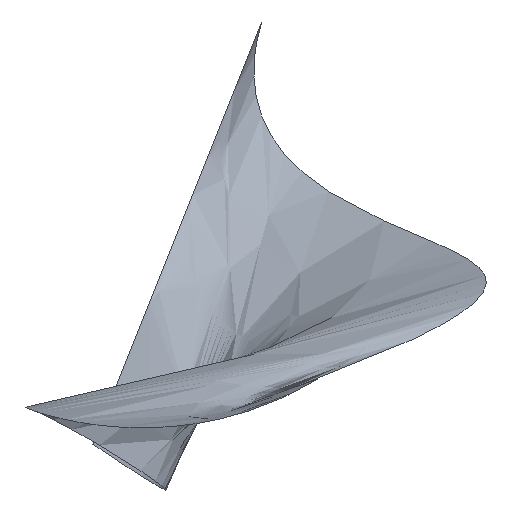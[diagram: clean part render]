
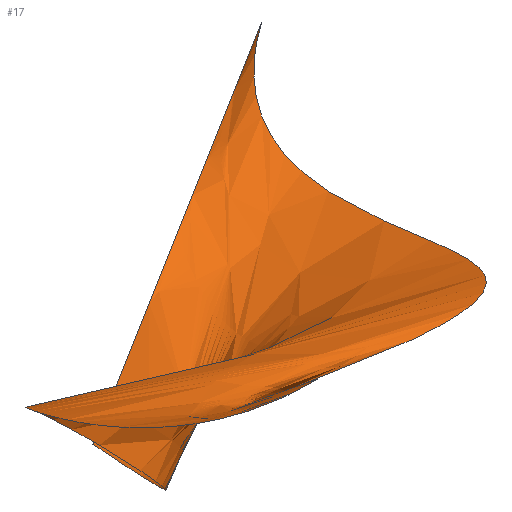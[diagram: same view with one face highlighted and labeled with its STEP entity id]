
A CAD part, isometric view. The second image highlights one B-rep face of the part: STEP entity #17.
In plain terms, the highlighted free-form (B-spline) face has degree [4, 1] with [5, 2] control points.
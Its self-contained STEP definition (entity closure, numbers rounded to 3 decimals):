
#17 = ADVANCED_FACE('',(#18),#34,.T.);
#18 = FACE_BOUND('',#19,.T.);
#19 = EDGE_LOOP('',(#20,#51,#66));
#20 = ORIENTED_EDGE('',*,*,#21,.T.);
#21 = EDGE_CURVE('',#22,#24,#26,.T.);
#22 = VERTEX_POINT('',#23);
#23 = CARTESIAN_POINT('',(-4.,0.,2.));
#24 = VERTEX_POINT('',#25);
#25 = CARTESIAN_POINT('',(-3.,5.,-2.));
#26 = SURFACE_CURVE('',#27,(#33),.PCURVE_S1.);
#27 = B_SPLINE_CURVE_WITH_KNOTS('',4,(#28,#29,#30,#31,#32),
  .UNSPECIFIED.,.F.,.F.,(5,5),(0.,1.),.PIECEWISE_BEZIER_KNOTS.);
#28 = CARTESIAN_POINT('',(-4.,0.,2.));
#29 = CARTESIAN_POINT('',(-10.865,-1.593,3.44)
  );
#30 = CARTESIAN_POINT('',(-5.196,8.752,1.597)
  );
#31 = CARTESIAN_POINT('',(-3.678,-0.822,-1.755)
  );
#32 = CARTESIAN_POINT('',(-3.,5.,-2.));
#33 = PCURVE('',#34,#45);
#34 = B_SPLINE_SURFACE_WITH_KNOTS('',4,1,(
    (#35,#36)
    ,(#37,#38)
    ,(#39,#40)
    ,(#41,#42)
    ,(#43,#44)),.UNSPECIFIED.,.F.,.F.,.F.,(5,5),(2,2),(0.,1.),(0.,1.),
  .PIECEWISE_BEZIER_KNOTS.);
#35 = CARTESIAN_POINT('',(-4.,0.,2.));
#36 = CARTESIAN_POINT('',(-4.,0.,2.));
#37 = CARTESIAN_POINT('',(-10.865,-1.593,3.44)
  );
#38 = CARTESIAN_POINT('',(-5.233,5.255,-1.985)
  );
#39 = CARTESIAN_POINT('',(-5.196,8.752,1.597)
  );
#40 = CARTESIAN_POINT('',(7.438,-2.845,1.802)
  );
#41 = CARTESIAN_POINT('',(-3.678,-0.822,-1.755)
  );
#42 = CARTESIAN_POINT('',(0.777,7.676,-4.398)
  );
#43 = CARTESIAN_POINT('',(-3.,5.,-2.));
#44 = CARTESIAN_POINT('',(4.,9.,-1.));
#45 = DEFINITIONAL_REPRESENTATION('',(#46),#50);
#46 = LINE('',#47,#48);
#47 = CARTESIAN_POINT('',(0.,0.));
#48 = VECTOR('',#49,1.);
#49 = DIRECTION('',(1.,0.));
#50 = ( GEOMETRIC_REPRESENTATION_CONTEXT(2) 
PARAMETRIC_REPRESENTATION_CONTEXT() REPRESENTATION_CONTEXT('2D SPACE',''
  ) );
#51 = ORIENTED_EDGE('',*,*,#52,.T.);
#52 = EDGE_CURVE('',#24,#53,#55,.T.);
#53 = VERTEX_POINT('',#54);
#54 = CARTESIAN_POINT('',(4.,9.,-1.));
#55 = SURFACE_CURVE('',#56,(#59),.PCURVE_S1.);
#56 = B_SPLINE_CURVE_WITH_KNOTS('',1,(#57,#58),.UNSPECIFIED.,.F.,.F.,(2,
    2),(0.,1.),.PIECEWISE_BEZIER_KNOTS.);
#57 = CARTESIAN_POINT('',(-3.,5.,-2.));
#58 = CARTESIAN_POINT('',(4.,9.,-1.));
#59 = PCURVE('',#34,#60);
#60 = DEFINITIONAL_REPRESENTATION('',(#61),#65);
#61 = LINE('',#62,#63);
#62 = CARTESIAN_POINT('',(1.,0.));
#63 = VECTOR('',#64,1.);
#64 = DIRECTION('',(0.,1.));
#65 = ( GEOMETRIC_REPRESENTATION_CONTEXT(2) 
PARAMETRIC_REPRESENTATION_CONTEXT() REPRESENTATION_CONTEXT('2D SPACE',''
  ) );
#66 = ORIENTED_EDGE('',*,*,#67,.F.);
#67 = EDGE_CURVE('',#22,#53,#68,.T.);
#68 = SURFACE_CURVE('',#69,(#75),.PCURVE_S1.);
#69 = B_SPLINE_CURVE_WITH_KNOTS('',4,(#70,#71,#72,#73,#74),
  .UNSPECIFIED.,.F.,.F.,(5,5),(0.,1.),.PIECEWISE_BEZIER_KNOTS.);
#70 = CARTESIAN_POINT('',(-4.,0.,2.));
#71 = CARTESIAN_POINT('',(-5.233,5.255,-1.985)
  );
#72 = CARTESIAN_POINT('',(7.438,-2.845,1.802)
  );
#73 = CARTESIAN_POINT('',(0.777,7.676,-4.398)
  );
#74 = CARTESIAN_POINT('',(4.,9.,-1.));
#75 = PCURVE('',#34,#76);
#76 = DEFINITIONAL_REPRESENTATION('',(#77),#81);
#77 = LINE('',#78,#79);
#78 = CARTESIAN_POINT('',(0.,1.));
#79 = VECTOR('',#80,1.);
#80 = DIRECTION('',(1.,0.));
#81 = ( GEOMETRIC_REPRESENTATION_CONTEXT(2) 
PARAMETRIC_REPRESENTATION_CONTEXT() REPRESENTATION_CONTEXT('2D SPACE',''
  ) );
